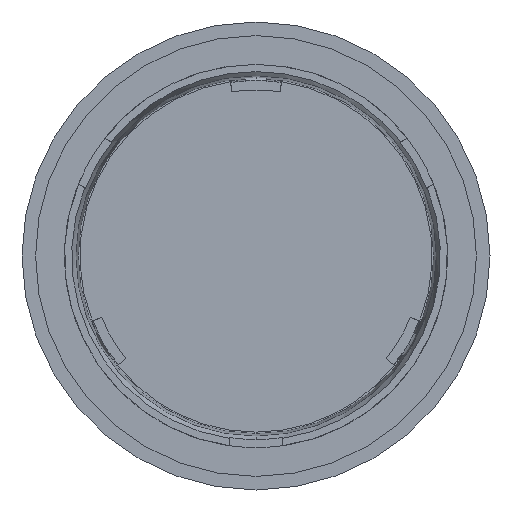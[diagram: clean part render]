
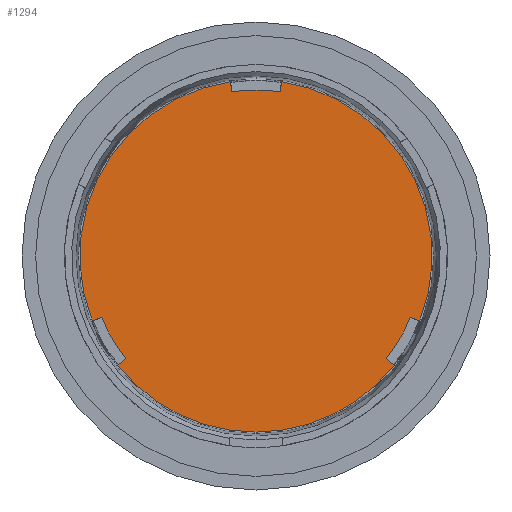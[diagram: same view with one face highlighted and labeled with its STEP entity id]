
A CAD part, front view. The second image highlights one B-rep face of the part: STEP entity #1294.
In plain terms, the highlighted planar face has unit normal (0, -1, 0).
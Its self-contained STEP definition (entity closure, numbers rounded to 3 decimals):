
#14 = EDGE_CURVE ( 'NONE', #772, #88, #39, .T. ) ;
#32 = LINE ( 'NONE', #1008, #450 ) ;
#39 = LINE ( 'NONE', #1038, #789 ) ;
#88 = VERTEX_POINT ( 'NONE', #3047 ) ;
#112 = CARTESIAN_POINT ( 'NONE',  ( -49.5, -3., 0. ) ) ;
#171 = ORIENTED_EDGE ( 'NONE', *, *, #1015, .T. ) ;
#172 = CARTESIAN_POINT ( 'NONE',  ( 0., -3., 0. ) ) ;
#184 = AXIS2_PLACEMENT_3D ( 'NONE', #172, #2144, #908 ) ;
#209 = VERTEX_POINT ( 'NONE', #3115 ) ;
#305 = CARTESIAN_POINT ( 'NONE',  ( 38.831, -3., -30.698 ) ) ;
#330 = DIRECTION ( 'NONE',  ( -0.143, 0., 0.99 ) ) ;
#348 = ORIENTED_EDGE ( 'NONE', *, *, #2844, .T. ) ;
#406 = AXIS2_PLACEMENT_3D ( 'NONE', #871, #449, #2169 ) ;
#449 = DIRECTION ( 'NONE',  ( 0., -1., 0. ) ) ;
#450 = VECTOR ( 'NONE', #2001, 1000. ) ;
#487 = ORIENTED_EDGE ( 'NONE', *, *, #2597, .T. ) ;
#493 = ORIENTED_EDGE ( 'NONE', *, *, #2592, .T. ) ;
#497 = DIRECTION ( 'NONE',  ( 0., -1., 0. ) ) ;
#531 = DIRECTION ( 'NONE',  ( 0., 0., 1. ) ) ;
#578 = VERTEX_POINT ( 'NONE', #2007 ) ;
#626 = ORIENTED_EDGE ( 'NONE', *, *, #3070, .T. ) ;
#630 = DIRECTION ( 'NONE',  ( 0., -1., 0. ) ) ;
#674 = VERTEX_POINT ( 'NONE', #305 ) ;
#675 = AXIS2_PLACEMENT_3D ( 'NONE', #3027, #2975, #2543 ) ;
#728 = AXIS2_PLACEMENT_3D ( 'NONE', #2872, #2582, #3103 ) ;
#732 = EDGE_LOOP ( 'NONE', ( #1449, #1534, #1776, #626, #3031, #2674, #1693, #493, #487, #171, #348, #2530, #2067 ) ) ;
#772 = VERTEX_POINT ( 'NONE', #1339 ) ;
#778 = EDGE_CURVE ( 'NONE', #2118, #955, #2393, .T. ) ;
#789 = VECTOR ( 'NONE', #1557, 1000. ) ;
#871 = CARTESIAN_POINT ( 'NONE',  ( 0., -3., 0. ) ) ;
#877 = DIRECTION ( 'NONE',  ( 0., 1., 0. ) ) ;
#903 = VERTEX_POINT ( 'NONE', #3178 ) ;
#908 = DIRECTION ( 'NONE',  ( 0., 0., -1. ) ) ;
#955 = VERTEX_POINT ( 'NONE', #2391 ) ;
#1008 = CARTESIAN_POINT ( 'NONE',  ( -38.831, -3., -30.698 ) ) ;
#1015 = EDGE_CURVE ( 'NONE', #674, #2979, #2786, .T. ) ;
#1035 = CARTESIAN_POINT ( 'NONE',  ( -41.187, -3., -32.555 ) ) ;
#1038 = CARTESIAN_POINT ( 'NONE',  ( 7.17, -3., 48.978 ) ) ;
#1052 = CARTESIAN_POINT ( 'NONE',  ( 0., -3., -52.5 ) ) ;
#1130 = VECTOR ( 'NONE', #330, 1000. ) ;
#1239 = CIRCLE ( 'NONE', #1916, 52.5 ) ;
#1261 = CARTESIAN_POINT ( 'NONE',  ( 0., -3., 0. ) ) ;
#1294 = ADVANCED_FACE ( 'NONE', ( #2559 ), #2325, .F. ) ;
#1296 = AXIS2_PLACEMENT_3D ( 'NONE', #1261, #1761, #531 ) ;
#1313 = LINE ( 'NONE', #2307, #2851 ) ;
#1339 = CARTESIAN_POINT ( 'NONE',  ( 7.6, -3., 51.947 ) ) ;
#1382 = DIRECTION ( 'NONE',  ( 0., 0., 1. ) ) ;
#1397 = AXIS2_PLACEMENT_3D ( 'NONE', #2717, #497, #2234 ) ;
#1449 = ORIENTED_EDGE ( 'NONE', *, *, #1721, .T. ) ;
#1454 = CARTESIAN_POINT ( 'NONE',  ( -7.17, -3., 48.978 ) ) ;
#1492 = CARTESIAN_POINT ( 'NONE',  ( -46.001, -3., -18.28 ) ) ;
#1530 = DIRECTION ( 'NONE',  ( 0.929, 0., -0.371 ) ) ;
#1534 = ORIENTED_EDGE ( 'NONE', *, *, #2729, .T. ) ;
#1557 = DIRECTION ( 'NONE',  ( -0.143, 0., -0.99 ) ) ;
#1621 = CARTESIAN_POINT ( 'NONE',  ( -46.001, -3., -18.28 ) ) ;
#1644 = VECTOR ( 'NONE', #2952, 1000. ) ;
#1693 = ORIENTED_EDGE ( 'NONE', *, *, #2912, .T. ) ;
#1721 = EDGE_CURVE ( 'NONE', #88, #2633, #1832, .T. ) ;
#1761 = DIRECTION ( 'NONE',  ( 0., -1., 0. ) ) ;
#1765 = VERTEX_POINT ( 'NONE', #2938 ) ;
#1773 = LINE ( 'NONE', #1813, #1130 ) ;
#1776 = ORIENTED_EDGE ( 'NONE', *, *, #2117, .T. ) ;
#1813 = CARTESIAN_POINT ( 'NONE',  ( -7.17, -3., 48.978 ) ) ;
#1832 = CIRCLE ( 'NONE', #184, 49.5 ) ;
#1870 = CIRCLE ( 'NONE', #1296, 52.5 ) ;
#1916 = AXIS2_PLACEMENT_3D ( 'NONE', #2865, #630, #2554 ) ;
#1997 = CIRCLE ( 'NONE', #406, 52.5 ) ;
#2000 = EDGE_CURVE ( 'NONE', #955, #2538, #32, .T. ) ;
#2001 = DIRECTION ( 'NONE',  ( -0.785, 0., -0.619 ) ) ;
#2007 = CARTESIAN_POINT ( 'NONE',  ( 41.187, -3., -32.555 ) ) ;
#2038 = CARTESIAN_POINT ( 'NONE',  ( 46.001, -3., -18.28 ) ) ;
#2067 = ORIENTED_EDGE ( 'NONE', *, *, #14, .T. ) ;
#2117 = EDGE_CURVE ( 'NONE', #1765, #209, #1239, .T. ) ;
#2118 = VERTEX_POINT ( 'NONE', #1621 ) ;
#2144 = DIRECTION ( 'NONE',  ( 0., -1., 0. ) ) ;
#2169 = DIRECTION ( 'NONE',  ( 0., 0., 1. ) ) ;
#2234 = DIRECTION ( 'NONE',  ( 0., 0., -1. ) ) ;
#2285 = LINE ( 'NONE', #2038, #2879 ) ;
#2307 = CARTESIAN_POINT ( 'NONE',  ( 38.831, -3., -30.698 ) ) ;
#2323 = DIRECTION ( 'NONE',  ( -0.785, 0., 0.619 ) ) ;
#2325 = PLANE ( 'NONE',  #2657 ) ;
#2391 = CARTESIAN_POINT ( 'NONE',  ( -38.831, -3., -30.698 ) ) ;
#2393 = CIRCLE ( 'NONE', #728, 49.5 ) ;
#2448 = VERTEX_POINT ( 'NONE', #1052 ) ;
#2463 = LINE ( 'NONE', #1492, #1644 ) ;
#2501 = EDGE_CURVE ( 'NONE', #903, #772, #1870, .T. ) ;
#2530 = ORIENTED_EDGE ( 'NONE', *, *, #2501, .T. ) ;
#2538 = VERTEX_POINT ( 'NONE', #1035 ) ;
#2543 = DIRECTION ( 'NONE',  ( 0., 0., 1. ) ) ;
#2554 = DIRECTION ( 'NONE',  ( 0., 0., 1. ) ) ;
#2559 = FACE_OUTER_BOUND ( 'NONE', #732, .T. ) ;
#2582 = DIRECTION ( 'NONE',  ( 0., -1., 0. ) ) ;
#2592 = EDGE_CURVE ( 'NONE', #2448, #578, #2895, .T. ) ;
#2597 = EDGE_CURVE ( 'NONE', #578, #674, #1313, .T. ) ;
#2633 = VERTEX_POINT ( 'NONE', #1454 ) ;
#2657 = AXIS2_PLACEMENT_3D ( 'NONE', #112, #877, #1382 ) ;
#2674 = ORIENTED_EDGE ( 'NONE', *, *, #2000, .T. ) ;
#2717 = CARTESIAN_POINT ( 'NONE',  ( 0., -3., 0. ) ) ;
#2729 = EDGE_CURVE ( 'NONE', #2633, #1765, #1773, .T. ) ;
#2786 = CIRCLE ( 'NONE', #1397, 49.5 ) ;
#2844 = EDGE_CURVE ( 'NONE', #2979, #903, #2285, .T. ) ;
#2851 = VECTOR ( 'NONE', #2323, 1000. ) ;
#2865 = CARTESIAN_POINT ( 'NONE',  ( 0., -3., 0. ) ) ;
#2872 = CARTESIAN_POINT ( 'NONE',  ( 0., -3., 0. ) ) ;
#2879 = VECTOR ( 'NONE', #1530, 1000. ) ;
#2895 = CIRCLE ( 'NONE', #675, 52.5 ) ;
#2912 = EDGE_CURVE ( 'NONE', #2538, #2448, #1997, .T. ) ;
#2938 = CARTESIAN_POINT ( 'NONE',  ( -7.6, -3., 51.947 ) ) ;
#2952 = DIRECTION ( 'NONE',  ( 0.929, 0., 0.371 ) ) ;
#2975 = DIRECTION ( 'NONE',  ( 0., -1., 0. ) ) ;
#2979 = VERTEX_POINT ( 'NONE', #3168 ) ;
#3027 = CARTESIAN_POINT ( 'NONE',  ( 0., -3., 0. ) ) ;
#3031 = ORIENTED_EDGE ( 'NONE', *, *, #778, .T. ) ;
#3047 = CARTESIAN_POINT ( 'NONE',  ( 7.17, -3., 48.978 ) ) ;
#3070 = EDGE_CURVE ( 'NONE', #209, #2118, #2463, .T. ) ;
#3103 = DIRECTION ( 'NONE',  ( 0., 0., -1. ) ) ;
#3115 = CARTESIAN_POINT ( 'NONE',  ( -48.787, -3., -19.392 ) ) ;
#3168 = CARTESIAN_POINT ( 'NONE',  ( 46.001, -3., -18.28 ) ) ;
#3178 = CARTESIAN_POINT ( 'NONE',  ( 48.787, -3., -19.392 ) ) ;
